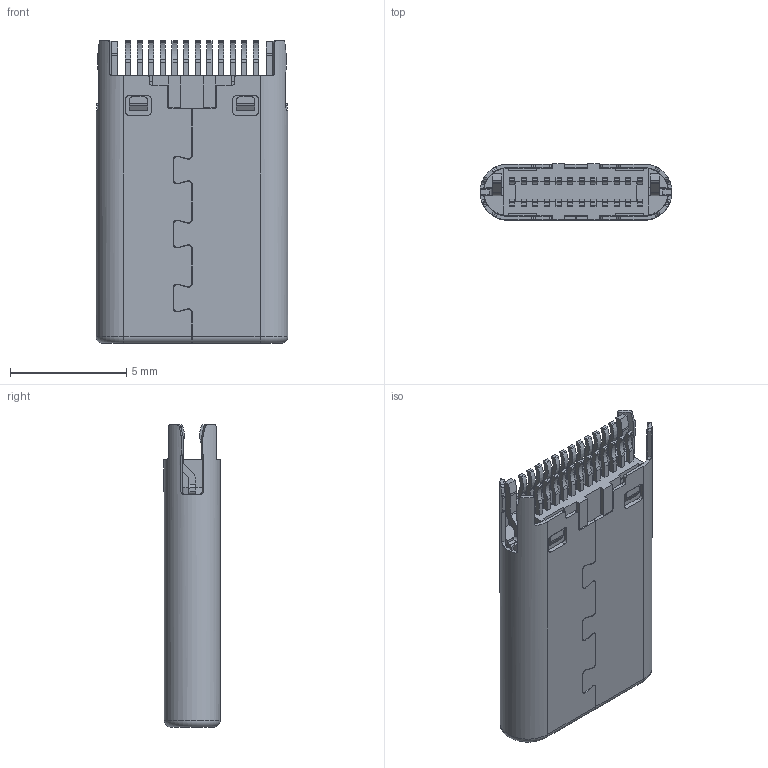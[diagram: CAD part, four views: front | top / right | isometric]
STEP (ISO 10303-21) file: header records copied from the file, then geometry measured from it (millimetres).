
FILE_DESCRIPTION((''),'2;1');
FILE_NAME('TANPIAN-PLASTIC_1_2__2_30_1_1','2025-12-23T12:32:39',('ZL'),(''),'CREO PARAMETRIC BY PTC INC, 2025010','CREO PARAMETRIC BY PTC INC, 2025010','');
FILE_SCHEMA(('AUTOMOTIVE_DESIGN { 1 0 10303 214 1 1 1 1 }'));
Length unit declared in the file: millimetre
Products named in the file (1): TANPIAN-PLASTIC_1_2__2_30_1_1
Bounding box: 8.25 x 2.42 x 13.01 mm (x, y, z)
Volume: 173.2 mm3; surface area: 479 mm2
Topology: 1 solids, 1 shells, 928 faces, 2743 edges, 1824 vertices
Faces by surface type: plane 606, cylinder 318, torus 4
Entity records: 47271 total; most frequent: CARTESIAN_POINT 6124, ORIENTED_EDGE 5486, DIRECTION 5281, PRESENTATION_STYLE_ASSIGNMENT 3299, STYLED_ITEM 2837, CURVE_STYLE 2836, EDGE_CURVE 2743, VECTOR 2028
